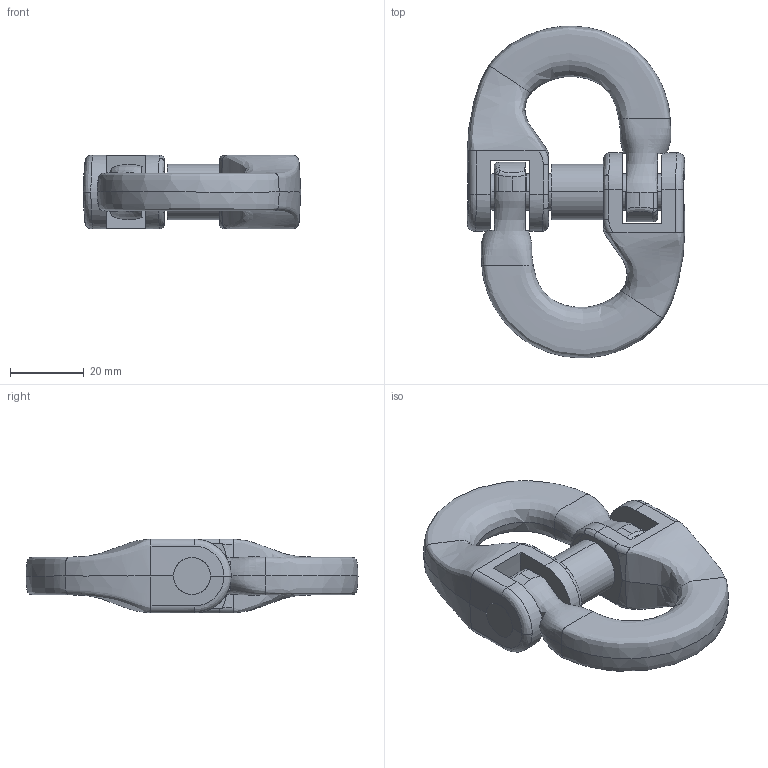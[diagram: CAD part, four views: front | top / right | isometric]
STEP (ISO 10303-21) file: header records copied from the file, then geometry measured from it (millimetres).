
FILE_DESCRIPTION(('STEP AP214'),'1');
FILE_NAME('cwp_8.stp','2017-07-06T20:25:54',('TraceParts'),('TraceParts S.A.'),'Spatial InterOp 3D',' ',' ');
FILE_SCHEMA(('automotive_design'));
Length unit declared in the file: millimetre
Products named in the file (3): cwp_8_1; cwp_8_2; cwp_8_3
Bounding box: 58.85 x 89.88 x 20 mm (x, y, z)
Volume: 40068.1 mm3; surface area: 16129.4 mm2
Topology: 3 solids, 3 shells, 154 faces, 418 edges, 270 vertices
Faces by surface type: cylinder 60, bspline 44, plane 26, sphere 16, cone 4, torus 4
Entity records: 21311 total; most frequent: CARTESIAN_POINT 16413, ORIENTED_EDGE 836, DIRECTION 664, EDGE_CURVE 418, AXIS2_PLACEMENT_3D 287, VERTEX_POINT 270, EDGE_LOOP 166, STYLED_ITEM 157
